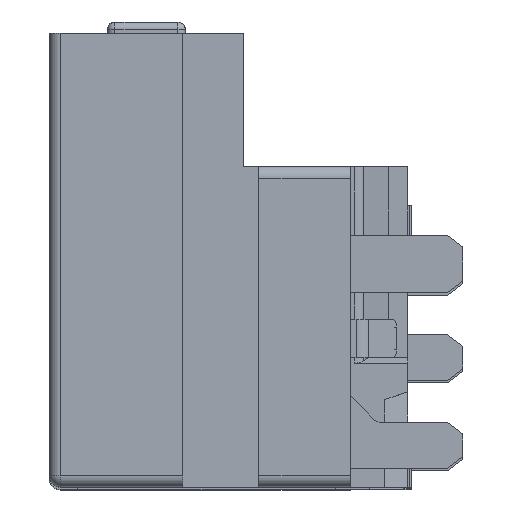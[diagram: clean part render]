
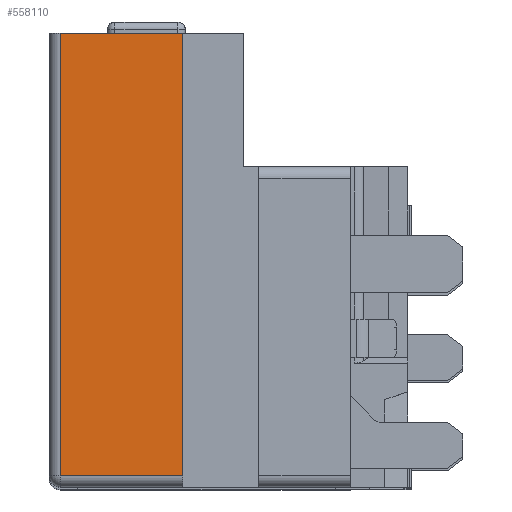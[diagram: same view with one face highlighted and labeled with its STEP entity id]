
A CAD part, top view. The second image highlights one B-rep face of the part: STEP entity #558110.
In plain terms, the highlighted planar face has unit normal (0, 0, 1).
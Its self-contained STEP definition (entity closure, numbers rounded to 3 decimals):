
#557390=CARTESIAN_POINT('',(-3.223,11.531,29.55
));
#557400=VERTEX_POINT('',#557390);
#557430=CARTESIAN_POINT('',(0.,11.531,
29.55));
#557440=DIRECTION('',(1.,0.,0.));
#557450=VECTOR('',#557440,1.);
#557460=LINE('',#557430,#557450);
#557470=CARTESIAN_POINT('',(-6.423,11.531,29.55
));
#557480=VERTEX_POINT('',#557470);
#557490=EDGE_CURVE('',#557480,#557400,#557460,.T.);
#557810=CARTESIAN_POINT('',(-6.423,7.731,
29.55));
#557820=DIRECTION('',(0.,0.,-1.));
#557830=DIRECTION('',(1.,0.,0.));
#557840=AXIS2_PLACEMENT_3D('',#557810,#557820,#557830);
#557850=PLANE('',#557840);
#557860=CARTESIAN_POINT('',(0.,-0.069,
29.55));
#557870=DIRECTION('',(-1.,0.,0.));
#557880=VECTOR('',#557870,1.);
#557890=LINE('',#557860,#557880);
#557900=CARTESIAN_POINT('',(-3.223,-0.069,
29.55));
#557910=VERTEX_POINT('',#557900);
#557920=CARTESIAN_POINT('',(-6.423,-0.069,
29.55));
#557930=VERTEX_POINT('',#557920);
#557940=EDGE_CURVE('',#557910,#557930,#557890,.T.);
#557950=ORIENTED_EDGE('',*,*,#557940,.F.);
#557960=CARTESIAN_POINT('',(-6.423,8.5,
29.55));
#557970=DIRECTION('',(0.,1.,0.));
#557980=VECTOR('',#557970,1.);
#557990=LINE('',#557960,#557980);
#558000=EDGE_CURVE('',#557930,#557480,#557990,.T.);
#558010=ORIENTED_EDGE('',*,*,#558000,.F.);
#558020=ORIENTED_EDGE('',*,*,#557490,.F.);
#558030=CARTESIAN_POINT('',(-3.223,8.5,
29.55));
#558040=DIRECTION('',(0.,1.,0.));
#558050=VECTOR('',#558040,1.);
#558060=LINE('',#558030,#558050);
#558070=EDGE_CURVE('',#557910,#557400,#558060,.T.);
#558080=ORIENTED_EDGE('',*,*,#558070,.T.);
#558090=EDGE_LOOP('',(#558080,#558020,#558010,#557950));
#558100=FACE_OUTER_BOUND('',#558090,.T.);
#558110=ADVANCED_FACE('',(#558100),#557850,.F.);
